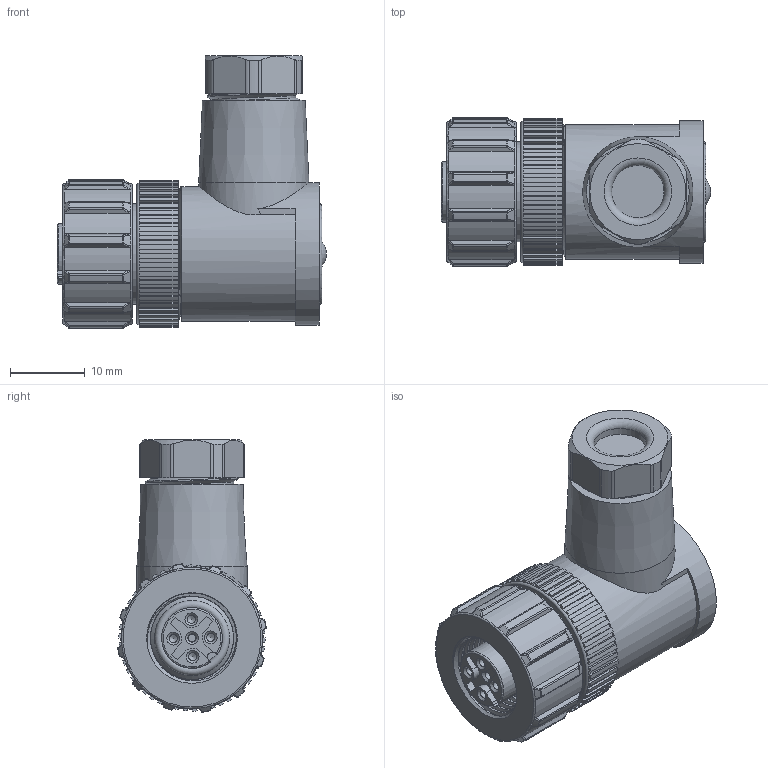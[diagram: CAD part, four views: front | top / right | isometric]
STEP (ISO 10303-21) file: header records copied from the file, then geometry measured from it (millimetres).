
FILE_DESCRIPTION(/* description */ (''),/* implementation_level */ '2;1');
FILE_NAME(/* name */ 'ELK5112-0-7.stp',/* time_stamp */ '2023-02-23T08:40:25+08:00',/* author */ (''),/* organization */ (''),/* preprocessor_version */ 'ST-DEVELOPER v16',/* originating_system */ 'SIEMENS PLM Software NX 10.0',/* authorisation */ '');
FILE_SCHEMA (('AP203_CONFIGURATION_CONTROLLED_3D_DESIGN_OF_MECHANICAL_PARTS_AND_ASSEMBLIES_MIM_LF { 1 0 10303 403 2 1 2}'));
Length unit declared in the file: millimetre
Products named in the file (1): dell26983C8Cic6m
Bounding box: 35.9 x 19.8 x 36.35 mm (x, y, z)
Volume: 10898 mm3; surface area: 5067.3 mm2
Topology: 1 solids, 1 shells, 638 faces, 1656 edges, 991 vertices
Faces by surface type: plane 256, cylinder 207, bspline 55, sphere 49, cone 41, torus 30
Full cylindrical faces by diameter (mm): 1 x1, 1.1 x9, 1.58 x5, 7 x1, 11.1 x6, 13.4 x1, 14.3 x1, 14.7 x1, 18 x1, 19 x1
Entity records: 23508 total; most frequent: CARTESIAN_POINT 9069, ORIENTED_EDGE 3034, DIRECTION 2986, EDGE_CURVE 1517, AXIS2_PLACEMENT_3D 1179, VERTEX_POINT 948, EDGE_LOOP 693, ADVANCED_FACE 632
